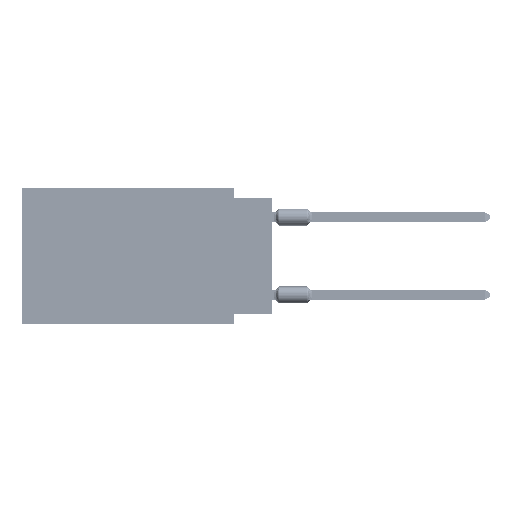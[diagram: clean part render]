
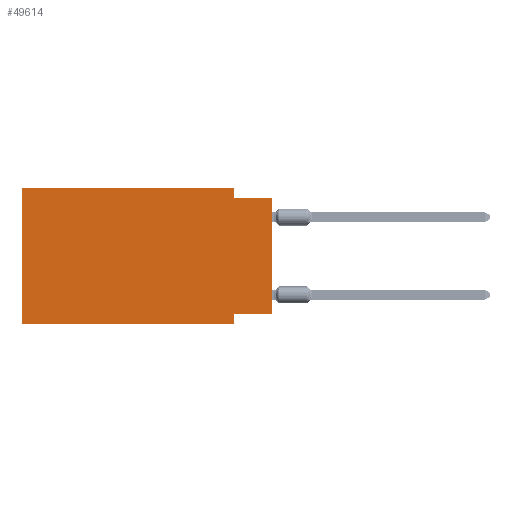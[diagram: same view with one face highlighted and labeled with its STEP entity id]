
A CAD part, left-side view. The second image highlights one B-rep face of the part: STEP entity #49614.
In plain terms, the highlighted planar face has unit normal (-1, 0, 0).
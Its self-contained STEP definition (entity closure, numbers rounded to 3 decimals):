
#1237 = VECTOR ( 'NONE', #60251, 1000. ) ;
#2248 = DIRECTION ( 'NONE',  ( 0., 0., -1. ) ) ;
#2506 = ORIENTED_EDGE ( 'NONE', *, *, #44245, .F. ) ;
#2777 = CARTESIAN_POINT ( 'NONE',  ( 0., 16.383, 0. ) ) ;
#2912 = CARTESIAN_POINT ( 'NONE',  ( 0., 16.383, -8.89 ) ) ;
#3904 = EDGE_LOOP ( 'NONE', ( #8459, #54615, #25049, #31422, #49573, #14854, #13943, #2506 ) ) ;
#4960 = LINE ( 'NONE', #30645, #13361 ) ;
#6095 = DIRECTION ( 'NONE',  ( 0., -1., 0. ) ) ;
#6739 = DIRECTION ( 'NONE',  ( 0., 0., 1. ) ) ;
#7023 = VERTEX_POINT ( 'NONE', #56254 ) ;
#7419 = LINE ( 'NONE', #44350, #31695 ) ;
#7750 = CARTESIAN_POINT ( 'NONE',  ( 0., 0., -8.255 ) ) ;
#8459 = ORIENTED_EDGE ( 'NONE', *, *, #45350, .T. ) ;
#8481 = LINE ( 'NONE', #50234, #13030 ) ;
#9213 = VERTEX_POINT ( 'NONE', #20171 ) ;
#11163 = VECTOR ( 'NONE', #6739, 1000. ) ;
#11214 = CARTESIAN_POINT ( 'NONE',  ( 0., 0., 0. ) ) ;
#13030 = VECTOR ( 'NONE', #40310, 1000. ) ;
#13060 = LINE ( 'NONE', #2777, #1237 ) ;
#13361 = VECTOR ( 'NONE', #29979, 1000. ) ;
#13943 = ORIENTED_EDGE ( 'NONE', *, *, #26798, .F. ) ;
#14122 = CARTESIAN_POINT ( 'NONE',  ( 0., 2.54, -8.255 ) ) ;
#14854 = ORIENTED_EDGE ( 'NONE', *, *, #17997, .T. ) ;
#17997 = EDGE_CURVE ( 'NONE', #53133, #9213, #38261, .T. ) ;
#20171 = CARTESIAN_POINT ( 'NONE',  ( 0., 2.54, -8.89 ) ) ;
#21621 = VECTOR ( 'NONE', #6095, 1000. ) ;
#24121 = VECTOR ( 'NONE', #46537, 1000. ) ;
#24179 = DIRECTION ( 'NONE',  ( 0., 0., 1. ) ) ;
#25049 = ORIENTED_EDGE ( 'NONE', *, *, #43556, .F. ) ;
#26798 = EDGE_CURVE ( 'NONE', #52306, #9213, #8481, .T. ) ;
#28644 = VERTEX_POINT ( 'NONE', #61500 ) ;
#29359 = EDGE_CURVE ( 'NONE', #62965, #49146, #13060, .T. ) ;
#29979 = DIRECTION ( 'NONE',  ( 0., -1., 0. ) ) ;
#30645 = CARTESIAN_POINT ( 'NONE',  ( 0., 0., -0.635 ) ) ;
#31422 = ORIENTED_EDGE ( 'NONE', *, *, #29359, .F. ) ;
#31695 = VECTOR ( 'NONE', #24179, 1000. ) ;
#32717 = DIRECTION ( 'NONE',  ( 1., 0., 0. ) ) ;
#37217 = LINE ( 'NONE', #11214, #11163 ) ;
#37512 = CARTESIAN_POINT ( 'NONE',  ( 0., 16.383, 0. ) ) ;
#38261 = LINE ( 'NONE', #63560, #21621 ) ;
#40310 = DIRECTION ( 'NONE',  ( 0., 0., -1. ) ) ;
#41081 = LINE ( 'NONE', #61921, #24121 ) ;
#42722 = VECTOR ( 'NONE', #49490, 1000. ) ;
#43065 = CARTESIAN_POINT ( 'NONE',  ( 0., 0., -8.255 ) ) ;
#43556 = EDGE_CURVE ( 'NONE', #49146, #7023, #41081, .T. ) ;
#44245 = EDGE_CURVE ( 'NONE', #49264, #52306, #65190, .T. ) ;
#44258 = CARTESIAN_POINT ( 'NONE',  ( 0., 16.383, 0. ) ) ;
#44350 = CARTESIAN_POINT ( 'NONE',  ( 0., 16.383, 0. ) ) ;
#45350 = EDGE_CURVE ( 'NONE', #49264, #28644, #37217, .T. ) ;
#46537 = DIRECTION ( 'NONE',  ( 0., 0., -1. ) ) ;
#49136 = PLANE ( 'NONE',  #66033 ) ;
#49146 = VERTEX_POINT ( 'NONE', #63235 ) ;
#49264 = VERTEX_POINT ( 'NONE', #43065 ) ;
#49490 = DIRECTION ( 'NONE',  ( 0., 1., 0. ) ) ;
#49573 = ORIENTED_EDGE ( 'NONE', *, *, #59938, .F. ) ;
#49614 = ADVANCED_FACE ( 'NONE', ( #56358 ), #49136, .F. ) ;
#50234 = CARTESIAN_POINT ( 'NONE',  ( 0., 2.54, -8.89 ) ) ;
#52306 = VERTEX_POINT ( 'NONE', #14122 ) ;
#53133 = VERTEX_POINT ( 'NONE', #2912 ) ;
#54615 = ORIENTED_EDGE ( 'NONE', *, *, #63969, .F. ) ;
#56254 = CARTESIAN_POINT ( 'NONE',  ( 0., 2.54, -0.635 ) ) ;
#56358 = FACE_OUTER_BOUND ( 'NONE', #3904, .T. ) ;
#59938 = EDGE_CURVE ( 'NONE', #53133, #62965, #7419, .T. ) ;
#60251 = DIRECTION ( 'NONE',  ( 0., -1., 0. ) ) ;
#61500 = CARTESIAN_POINT ( 'NONE',  ( 0., 0., -0.635 ) ) ;
#61921 = CARTESIAN_POINT ( 'NONE',  ( 0., 2.54, 0. ) ) ;
#62965 = VERTEX_POINT ( 'NONE', #44258 ) ;
#63235 = CARTESIAN_POINT ( 'NONE',  ( 0., 2.54, 0. ) ) ;
#63560 = CARTESIAN_POINT ( 'NONE',  ( 0., 16.383, -8.89 ) ) ;
#63969 = EDGE_CURVE ( 'NONE', #7023, #28644, #4960, .T. ) ;
#65190 = LINE ( 'NONE', #7750, #42722 ) ;
#66033 = AXIS2_PLACEMENT_3D ( 'NONE', #37512, #32717, #2248 ) ;
